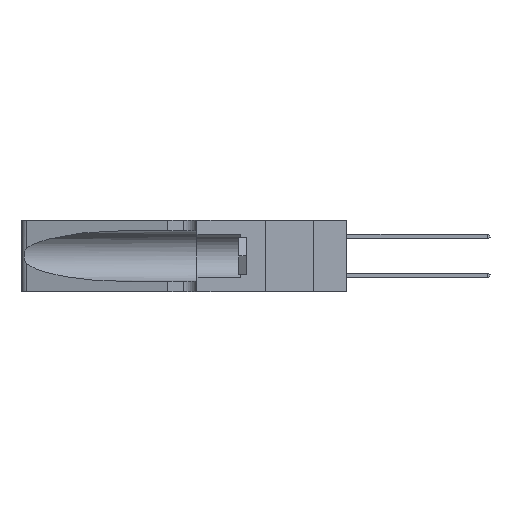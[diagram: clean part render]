
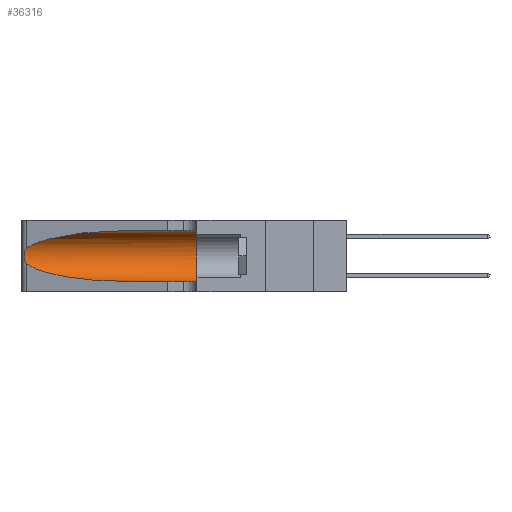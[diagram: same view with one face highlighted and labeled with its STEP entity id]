
A CAD part, left-side view. The second image highlights one B-rep face of the part: STEP entity #36316.
In plain terms, the highlighted cylindrical face has radius 3.308 mm (diameter 6.617 mm), a partial arc.
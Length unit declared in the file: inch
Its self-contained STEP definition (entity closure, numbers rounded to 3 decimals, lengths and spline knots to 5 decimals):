
#405 = VERTEX_POINT ( 'NONE', #10815 ) ;
#411 = VERTEX_POINT ( 'NONE', #1919 ) ;
#578 = EDGE_CURVE ( 'NONE', #18878, #411, #33563, .T. ) ;
#1103 = EDGE_CURVE ( 'NONE', #13066, #18878, #22902, .T. ) ;
#1919 = CARTESIAN_POINT ( 'NONE',  ( 0.1305, 0.35, 0.05475 ) ) ;
#1971 = CARTESIAN_POINT ( 'NONE',  ( 0.26017, 1.23833, 0.17102 ) ) ;
#3303 = LINE ( 'NONE', #10873, #33902 ) ;
#3451 = EDGE_CURVE ( 'NONE', #13066, #14228, #9900, .T. ) ;
#3647 = CARTESIAN_POINT ( 'NONE',  ( 0.1305, 0.72297, 0.05475 ) ) ;
#4263 = CARTESIAN_POINT ( 'NONE',  ( 0.25487, 1.22718, 0.22369 ) ) ;
#4636 = DIRECTION ( 'NONE',  ( 0., 1., 0. ) ) ;
#4830 = CARTESIAN_POINT ( 'NONE',  ( 0.25487, 1.22718, 0.22369 ) ) ;
#4963 = CARTESIAN_POINT ( 'NONE',  ( 0.25789, 1.23486, 0.15765 ) ) ;
#8002 = CARTESIAN_POINT ( 'NONE',  ( 0.25555, 1.22993, 0.14849 ) ) ;
#8977 = CARTESIAN_POINT ( 'NONE',  ( 0.1305, 0.35, 0.31525 ) ) ;
#9900 =( BOUNDED_CURVE ( )  B_SPLINE_CURVE ( 3, ( #19063, #36747, #22043, #4263 ),
 .UNSPECIFIED., .F., .F. ) 
 B_SPLINE_CURVE_WITH_KNOTS ( ( 4, 4 ),
 ( 1.5708, 2.84003 ),
 .UNSPECIFIED. ) 
 CURVE ( )  GEOMETRIC_REPRESENTATION_ITEM ( )  RATIONAL_B_SPLINE_CURVE ( ( 1., 0.87, 0.87, 1. ) ) 
 REPRESENTATION_ITEM ( '' )  );
#10815 = CARTESIAN_POINT ( 'NONE',  ( 0.25487, 1.22718, 0.14631 ) ) ;
#10873 = CARTESIAN_POINT ( 'NONE',  ( 0.1305, 1.61858, 0.05475 ) ) ;
#10980 = EDGE_CURVE ( 'NONE', #405, #32258, #28147, .T. ) ;
#11059 = DIRECTION ( 'NONE',  ( 0., 0., 1. ) ) ;
#13028 = ORIENTED_EDGE ( 'NONE', *, *, #1103, .F. ) ;
#13066 = VERTEX_POINT ( 'NONE', #33804 ) ;
#13818 = CARTESIAN_POINT ( 'NONE',  ( 0.25787, 1.23484, 0.2124 ) ) ;
#13832 = DIRECTION ( 'NONE',  ( 0., -1., 0. ) ) ;
#14228 = VERTEX_POINT ( 'NONE', #17970 ) ;
#14451 = EDGE_LOOP ( 'NONE', ( #37950, #32890, #18098, #33814, #19954, #13028 ) ) ;
#14590 = B_SPLINE_CURVE_WITH_KNOTS ( 'NONE', 3,
 ( #4830, #22602, #31535, #13818, #34464, #16773, #37417, #19753, #1971, #22732, #4963, #25751, #8002, #28710 ),
 .UNSPECIFIED., .F., .F.,
 ( 4, 2, 2, 2, 2, 2, 4 ),
 ( 0., 0.00027, 0.00053, 0.00107, 0.0016, 0.00187, 0.00214 ),
 .UNSPECIFIED. ) ;
#15096 = AXIS2_PLACEMENT_3D ( 'NONE', #16851, #4636, #11059 ) ;
#16773 = CARTESIAN_POINT ( 'NONE',  ( 0.26018, 1.23835, 0.19895 ) ) ;
#16851 = CARTESIAN_POINT ( 'NONE',  ( 0.1305, 0.35, 0.185 ) ) ;
#17970 = CARTESIAN_POINT ( 'NONE',  ( 0.25487, 1.22718, 0.22369 ) ) ;
#18098 = ORIENTED_EDGE ( 'NONE', *, *, #10980, .T. ) ;
#18327 = CARTESIAN_POINT ( 'NONE',  ( 0.2373, 1.15595, 0.08982 ) ) ;
#18458 = CARTESIAN_POINT ( 'NONE',  ( 0.1305, 0.72297, 0.05475 ) ) ;
#18878 = VERTEX_POINT ( 'NONE', #8977 ) ;
#19063 = CARTESIAN_POINT ( 'NONE',  ( 0.1305, 0.72297, 0.31525 ) ) ;
#19106 = FACE_OUTER_BOUND ( 'NONE', #14451, .T. ) ;
#19753 = CARTESIAN_POINT ( 'NONE',  ( 0.26075, 1.23896, 0.178 ) ) ;
#19954 = ORIENTED_EDGE ( 'NONE', *, *, #578, .F. ) ;
#20778 = AXIS2_PLACEMENT_3D ( 'NONE', #25628, #13832, #34473 ) ;
#21299 = CARTESIAN_POINT ( 'NONE',  ( 0.25487, 1.22718, 0.14631 ) ) ;
#22043 = CARTESIAN_POINT ( 'NONE',  ( 0.2373, 1.15595, 0.28018 ) ) ;
#22602 = CARTESIAN_POINT ( 'NONE',  ( 0.25555, 1.22994, 0.2215 ) ) ;
#22732 = CARTESIAN_POINT ( 'NONE',  ( 0.25856, 1.23593, 0.16098 ) ) ;
#22902 = LINE ( 'NONE', #22983, #36730 ) ;
#22983 = CARTESIAN_POINT ( 'NONE',  ( 0.1305, 1.61858, 0.31525 ) ) ;
#25169 = CYLINDRICAL_SURFACE ( 'NONE', #20778, 0.13025 ) ;
#25628 = CARTESIAN_POINT ( 'NONE',  ( 0.1305, 1.61858, 0.185 ) ) ;
#25751 = CARTESIAN_POINT ( 'NONE',  ( 0.25639, 1.23186, 0.15144 ) ) ;
#26002 = DIRECTION ( 'NONE',  ( 0., -1., 0. ) ) ;
#26214 = EDGE_CURVE ( 'NONE', #14228, #405, #14590, .T. ) ;
#28147 =( BOUNDED_CURVE ( )  B_SPLINE_CURVE ( 3, ( #21299, #18327, #36138, #18458 ),
 .UNSPECIFIED., .F., .T. ) 
 B_SPLINE_CURVE_WITH_KNOTS ( ( 4, 4 ),
 ( 3.44316, 4.71239 ),
 .UNSPECIFIED. ) 
 CURVE ( )  GEOMETRIC_REPRESENTATION_ITEM ( )  RATIONAL_B_SPLINE_CURVE ( ( 1., 0.87, 0.87, 1. ) ) 
 REPRESENTATION_ITEM ( '' )  );
#28595 = DIRECTION ( 'NONE',  ( 0., -1., 0. ) ) ;
#28710 = CARTESIAN_POINT ( 'NONE',  ( 0.25487, 1.22718, 0.14631 ) ) ;
#31535 = CARTESIAN_POINT ( 'NONE',  ( 0.25639, 1.23184, 0.21858 ) ) ;
#32258 = VERTEX_POINT ( 'NONE', #3647 ) ;
#32890 = ORIENTED_EDGE ( 'NONE', *, *, #26214, .T. ) ;
#33563 = CIRCLE ( 'NONE', #15096, 0.13025 ) ;
#33804 = CARTESIAN_POINT ( 'NONE',  ( 0.1305, 0.72297, 0.31525 ) ) ;
#33814 = ORIENTED_EDGE ( 'NONE', *, *, #36311, .T. ) ;
#33902 = VECTOR ( 'NONE', #28595, 39.37008 ) ;
#34464 = CARTESIAN_POINT ( 'NONE',  ( 0.25854, 1.2359, 0.20912 ) ) ;
#34473 = DIRECTION ( 'NONE',  ( 0., 0., -1. ) ) ;
#36138 = CARTESIAN_POINT ( 'NONE',  ( 0.18966, 0.96281, 0.05475 ) ) ;
#36311 = EDGE_CURVE ( 'NONE', #32258, #411, #3303, .T. ) ;
#36316 = ADVANCED_FACE ( 'NONE', ( #19106 ), #25169, .F. ) ;
#36730 = VECTOR ( 'NONE', #26002, 39.37008 ) ;
#36747 = CARTESIAN_POINT ( 'NONE',  ( 0.18966, 0.96281, 0.31525 ) ) ;
#37417 = CARTESIAN_POINT ( 'NONE',  ( 0.26075, 1.23896, 0.19203 ) ) ;
#37950 = ORIENTED_EDGE ( 'NONE', *, *, #3451, .T. ) ;
